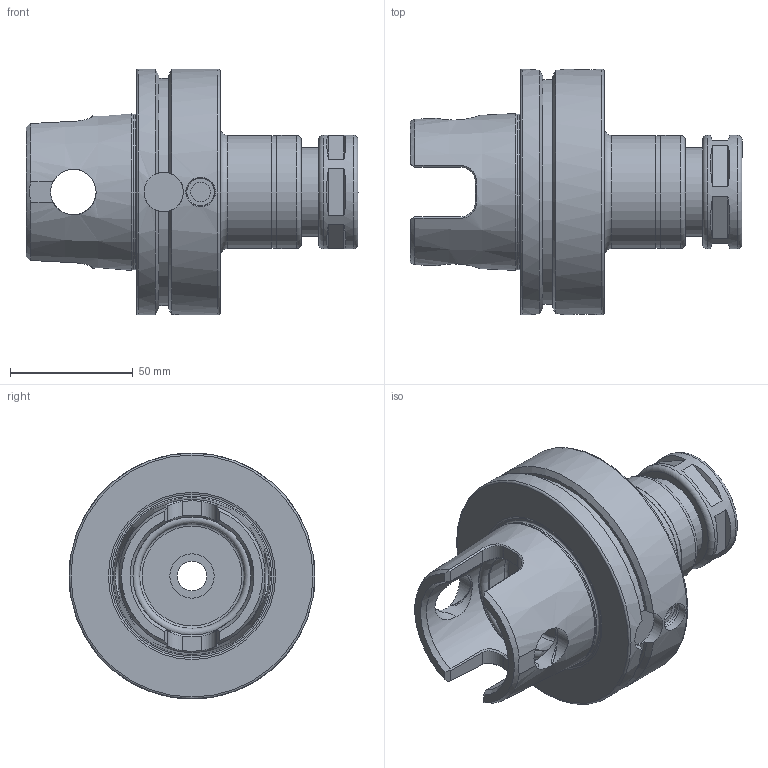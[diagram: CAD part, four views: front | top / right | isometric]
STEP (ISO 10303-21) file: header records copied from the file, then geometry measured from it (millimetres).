
FILE_DESCRIPTION((''),'2;1');
FILE_NAME('126010322090-3D.stp','2020-07-23T18:43:13',('nttooll'),(''),'Autodesk Inventor 2012','Autodesk Inventor 2012','');
FILE_SCHEMA(('AUTOMOTIVE_DESIGN { 1 0 10303 214 1 1 1 1 }'));
Length unit declared in the file: millimetre
Products named in the file (1): 126010322090-3D
Bounding box: 135 x 100 x 100 mm (x, y, z)
Volume: 350239.4 mm3; surface area: 59178.1 mm2
Topology: 2 solids, 2 shells, 153 faces, 346 edges, 217 vertices
Faces by surface type: plane 63, cylinder 40, bspline 20, cone 19, torus 11
Full cylindrical faces by diameter (mm): 8 x2, 11.2 x2, 12 x3, 16 x2, 18 x1, 18.4 x1, 18.5 x2, 22.5 x1, 24 x1, 28 x1, 30.4 x1, 32.5 x1, 36 x2, 43 x1, 45.6 x1, 46 x2, 46.3 x1, 48 x1, 50.3 x1, 63.3 x1, 100 x2
Entity records: 4658 total; most frequent: CARTESIAN_POINT 1726, ORIENTED_EDGE 550, DIRECTION 534, EDGE_CURVE 275, AXIS2_PLACEMENT_3D 243, EDGE_LOOP 238, VERTEX_POINT 201, FACE_OUTER_BOUND 153
